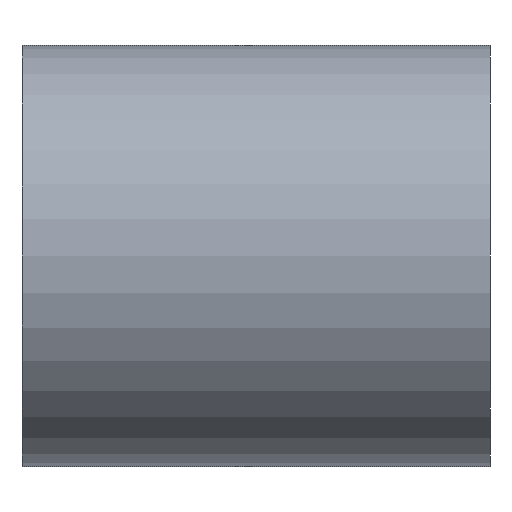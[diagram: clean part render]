
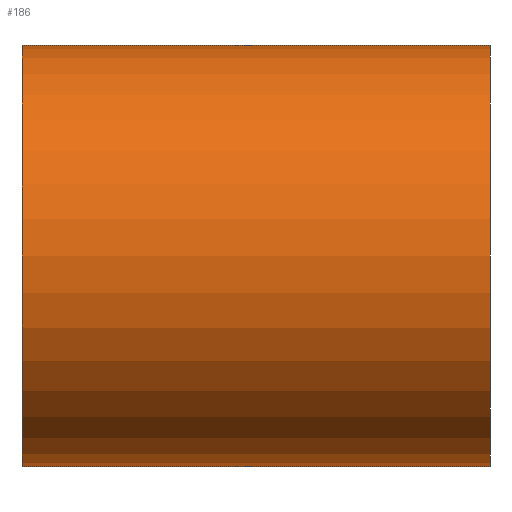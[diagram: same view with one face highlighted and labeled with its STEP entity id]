
A CAD part, left-side view. The second image highlights one B-rep face of the part: STEP entity #186.
In plain terms, the highlighted cylindrical face has radius 13.5 mm (diameter 27 mm), a partial arc.
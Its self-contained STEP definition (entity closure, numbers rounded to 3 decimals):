
#24 = DIRECTION ( 'NONE',  ( 0., 0., 1. ) ) ;
#34 = EDGE_LOOP ( 'NONE', ( #408, #456, #518, #235 ) ) ;
#62 = VERTEX_POINT ( 'NONE', #469 ) ;
#68 = CARTESIAN_POINT ( 'NONE',  ( 0., 30., 0. ) ) ;
#78 = EDGE_CURVE ( 'NONE', #514, #62, #600, .T. ) ;
#80 = LINE ( 'NONE', #527, #447 ) ;
#88 = CARTESIAN_POINT ( 'NONE',  ( 0., 30., -13.5 ) ) ;
#92 = VERTEX_POINT ( 'NONE', #164 ) ;
#106 = CYLINDRICAL_SURFACE ( 'NONE', #551, 13.5 ) ;
#110 = DIRECTION ( 'NONE',  ( 0., 0., -1. ) ) ;
#114 = DIRECTION ( 'NONE',  ( 0., 0., 1. ) ) ;
#120 = DIRECTION ( 'NONE',  ( 0., -1., 0. ) ) ;
#164 = CARTESIAN_POINT ( 'NONE',  ( 0., 0., 13.5 ) ) ;
#167 = VECTOR ( 'NONE', #598, 1000. ) ;
#186 = ADVANCED_FACE ( 'NONE', ( #247 ), #106, .T. ) ;
#208 = CIRCLE ( 'NONE', #234, 13.5 ) ;
#214 = CARTESIAN_POINT ( 'NONE',  ( 0., 30., 0. ) ) ;
#215 = VERTEX_POINT ( 'NONE', #550 ) ;
#234 = AXIS2_PLACEMENT_3D ( 'NONE', #607, #302, #24 ) ;
#235 = ORIENTED_EDGE ( 'NONE', *, *, #309, .T. ) ;
#247 = FACE_OUTER_BOUND ( 'NONE', #34, .T. ) ;
#256 = AXIS2_PLACEMENT_3D ( 'NONE', #68, #405, #114 ) ;
#288 = LINE ( 'NONE', #392, #167 ) ;
#294 = EDGE_CURVE ( 'NONE', #62, #92, #80, .T. ) ;
#302 = DIRECTION ( 'NONE',  ( 0., 1., 0. ) ) ;
#309 = EDGE_CURVE ( 'NONE', #215, #92, #208, .T. ) ;
#392 = CARTESIAN_POINT ( 'NONE',  ( 0., 30., -13.5 ) ) ;
#405 = DIRECTION ( 'NONE',  ( 0., 1., 0. ) ) ;
#408 = ORIENTED_EDGE ( 'NONE', *, *, #294, .F. ) ;
#447 = VECTOR ( 'NONE', #120, 1000. ) ;
#456 = ORIENTED_EDGE ( 'NONE', *, *, #78, .F. ) ;
#465 = EDGE_CURVE ( 'NONE', #514, #215, #288, .T. ) ;
#469 = CARTESIAN_POINT ( 'NONE',  ( 0., 30., 13.5 ) ) ;
#505 = DIRECTION ( 'NONE',  ( 0., -1., 0. ) ) ;
#514 = VERTEX_POINT ( 'NONE', #88 ) ;
#518 = ORIENTED_EDGE ( 'NONE', *, *, #465, .T. ) ;
#527 = CARTESIAN_POINT ( 'NONE',  ( 0., 30., 13.5 ) ) ;
#550 = CARTESIAN_POINT ( 'NONE',  ( 0., 0., -13.5 ) ) ;
#551 = AXIS2_PLACEMENT_3D ( 'NONE', #214, #505, #110 ) ;
#598 = DIRECTION ( 'NONE',  ( 0., -1., 0. ) ) ;
#600 = CIRCLE ( 'NONE', #256, 13.5 ) ;
#607 = CARTESIAN_POINT ( 'NONE',  ( 0., 0., 0. ) ) ;
